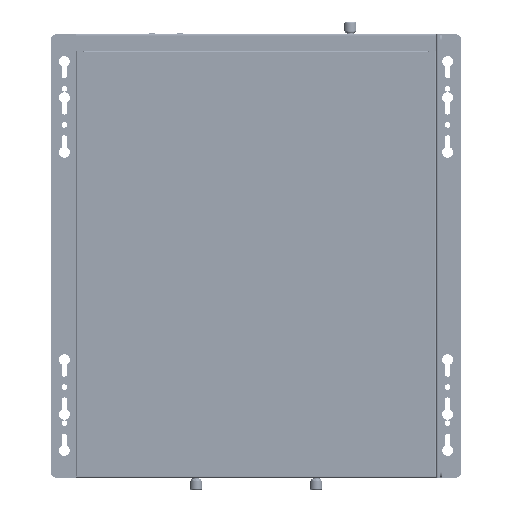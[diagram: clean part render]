
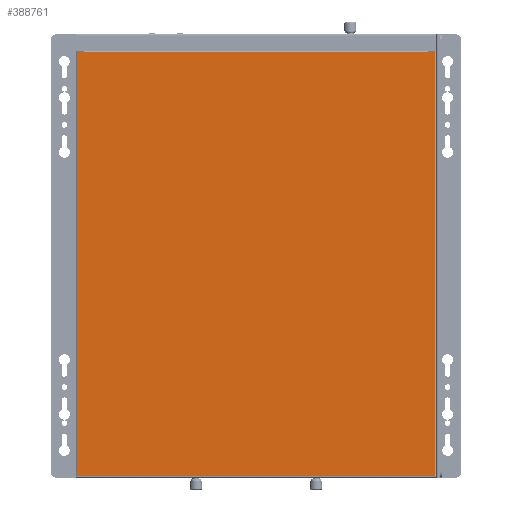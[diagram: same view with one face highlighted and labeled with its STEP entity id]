
A CAD part, left-side view. The second image highlights one B-rep face of the part: STEP entity #388761.
In plain terms, the highlighted planar face has unit normal (-1, 0, 0).
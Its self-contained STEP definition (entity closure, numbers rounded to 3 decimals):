
#108 = FACE_OUTER_BOUND ( 'NONE', #40823, .T. ) ;
#1163 = EDGE_CURVE ( 'NONE', #38456, #86608, #236421, .T. ) ;
#1462 = VERTEX_POINT ( 'NONE', #17291 ) ;
#5122 = VECTOR ( 'NONE', #334752, 1000. ) ;
#7139 = EDGE_CURVE ( 'NONE', #318261, #38456, #50547, .T. ) ;
#10043 = VERTEX_POINT ( 'NONE', #281499 ) ;
#15206 = VECTOR ( 'NONE', #213027, 1000. ) ;
#16251 = EDGE_CURVE ( 'NONE', #247202, #361285, #211009, .T. ) ;
#17291 = CARTESIAN_POINT ( 'NONE',  ( -195.7, -158., 187.2 ) ) ;
#20863 = DIRECTION ( 'NONE',  ( 0., 1., 0. ) ) ;
#23053 = CARTESIAN_POINT ( 'NONE',  ( -195.7, 158.5, 188.4 ) ) ;
#30687 = ORIENTED_EDGE ( 'NONE', *, *, #82184, .T. ) ;
#36839 = AXIS2_PLACEMENT_3D ( 'NONE', #363005, #173849, #394806 ) ;
#38456 = VERTEX_POINT ( 'NONE', #23053 ) ;
#39095 = EDGE_CURVE ( 'NONE', #110801, #315070, #52821, .T. ) ;
#40823 = EDGE_LOOP ( 'NONE', ( #169633, #196211, #334355, #30687, #318400, #141585, #276500, #260558, #73408, #227013, #111123, #212307, #67317, #336663, #278807, #248889 ) ) ;
#47438 = LINE ( 'NONE', #317583, #289742 ) ;
#50547 = CIRCLE ( 'NONE', #111059, 0.5 ) ;
#51016 = LINE ( 'NONE', #176951, #125143 ) ;
#52821 = LINE ( 'NONE', #133126, #210959 ) ;
#55552 = CARTESIAN_POINT ( 'NONE',  ( -195.7, 165., -201.1 ) ) ;
#58672 = EDGE_CURVE ( 'NONE', #10043, #369719, #278789, .T. ) ;
#64818 = DIRECTION ( 'NONE',  ( 0., 0., -1. ) ) ;
#67024 = DIRECTION ( 'NONE',  ( 0., 0., -1. ) ) ;
#67317 = ORIENTED_EDGE ( 'NONE', *, *, #213506, .T. ) ;
#70929 = EDGE_CURVE ( 'NONE', #356016, #247202, #90354, .T. ) ;
#72711 = VECTOR ( 'NONE', #399969, 1000. ) ;
#73408 = ORIENTED_EDGE ( 'NONE', *, *, #16251, .T. ) ;
#81943 = CARTESIAN_POINT ( 'NONE',  ( -195.7, 158., 188.4 ) ) ;
#82184 = EDGE_CURVE ( 'NONE', #86608, #100713, #47438, .T. ) ;
#85905 = VERTEX_POINT ( 'NONE', #335089 ) ;
#86608 = VERTEX_POINT ( 'NONE', #147503 ) ;
#90354 = LINE ( 'NONE', #276905, #258544 ) ;
#100713 = VERTEX_POINT ( 'NONE', #122313 ) ;
#109212 = LINE ( 'NONE', #402199, #15206 ) ;
#110613 = VECTOR ( 'NONE', #143409, 1000. ) ;
#110801 = VERTEX_POINT ( 'NONE', #298918 ) ;
#111059 = AXIS2_PLACEMENT_3D ( 'NONE', #158120, #378960, #189790 ) ;
#111123 = ORIENTED_EDGE ( 'NONE', *, *, #39095, .T. ) ;
#111273 = VERTEX_POINT ( 'NONE', #169960 ) ;
#115633 = VERTEX_POINT ( 'NONE', #227282 ) ;
#116217 = VECTOR ( 'NONE', #166554, 1000. ) ;
#117081 = LINE ( 'NONE', #256296, #304948 ) ;
#117968 = DIRECTION ( 'NONE',  ( 0., 0., 1. ) ) ;
#122313 = CARTESIAN_POINT ( 'NONE',  ( -195.7, 163.7, -201.1 ) ) ;
#122895 = CARTESIAN_POINT ( 'NONE',  ( -195.7, -158., 187.9 ) ) ;
#125143 = VECTOR ( 'NONE', #20863, 1000. ) ;
#127005 = VECTOR ( 'NONE', #139726, 1000. ) ;
#133126 = CARTESIAN_POINT ( 'NONE',  ( -195.7, 165., 188.4 ) ) ;
#139726 = DIRECTION ( 'NONE',  ( 0., 1., 0. ) ) ;
#141585 = ORIENTED_EDGE ( 'NONE', *, *, #225391, .T. ) ;
#143409 = DIRECTION ( 'NONE',  ( 0., 1., 0. ) ) ;
#147503 = CARTESIAN_POINT ( 'NONE',  ( -195.7, 163.7, 188.4 ) ) ;
#147597 = CARTESIAN_POINT ( 'NONE',  ( -195.7, -158.5, 187.9 ) ) ;
#150095 = AXIS2_PLACEMENT_3D ( 'NONE', #147597, #368471, #179355 ) ;
#152430 = EDGE_CURVE ( 'NONE', #85905, #356016, #200268, .T. ) ;
#158120 = CARTESIAN_POINT ( 'NONE',  ( -195.7, 158.5, 187.9 ) ) ;
#161085 = VERTEX_POINT ( 'NONE', #122895 ) ;
#161554 = VECTOR ( 'NONE', #317675, 1000. ) ;
#164906 = DIRECTION ( 'NONE',  ( 0., 1., 0. ) ) ;
#166554 = DIRECTION ( 'NONE',  ( 0., -1., 0. ) ) ;
#169633 = ORIENTED_EDGE ( 'NONE', *, *, #253327, .T. ) ;
#169960 = CARTESIAN_POINT ( 'NONE',  ( -195.7, -157.5, 187.2 ) ) ;
#171092 = PLANE ( 'NONE',  #36839 ) ;
#172005 = CARTESIAN_POINT ( 'NONE',  ( -195.7, 158., 187.9 ) ) ;
#173849 = DIRECTION ( 'NONE',  ( -1., 0., 0. ) ) ;
#176951 = CARTESIAN_POINT ( 'NONE',  ( -195.7, 165., 187.2 ) ) ;
#179355 = DIRECTION ( 'NONE',  ( 0., 0., 1. ) ) ;
#189790 = DIRECTION ( 'NONE',  ( 0., 0., 1. ) ) ;
#190845 = CIRCLE ( 'NONE', #150095, 0.5 ) ;
#196211 = ORIENTED_EDGE ( 'NONE', *, *, #7139, .T. ) ;
#200268 = LINE ( 'NONE', #354301, #116217 ) ;
#210959 = VECTOR ( 'NONE', #164906, 1000. ) ;
#211009 = LINE ( 'NONE', #55552, #127005 ) ;
#212307 = ORIENTED_EDGE ( 'NONE', *, *, #392430, .T. ) ;
#213027 = DIRECTION ( 'NONE',  ( 0., 1., 0. ) ) ;
#213506 = EDGE_CURVE ( 'NONE', #161085, #1462, #245570, .T. ) ;
#214945 = EDGE_CURVE ( 'NONE', #100713, #115633, #109212, .T. ) ;
#218263 = LINE ( 'NONE', #223661, #292436 ) ;
#223661 = CARTESIAN_POINT ( 'NONE',  ( -195.7, 165., 187.2 ) ) ;
#225391 = EDGE_CURVE ( 'NONE', #115633, #85905, #117081, .T. ) ;
#227013 = ORIENTED_EDGE ( 'NONE', *, *, #289959, .T. ) ;
#227282 = CARTESIAN_POINT ( 'NONE',  ( -195.7, 165., -201.1 ) ) ;
#227796 = DIRECTION ( 'NONE',  ( 0., 1., 0. ) ) ;
#236421 = LINE ( 'NONE', #240103, #404449 ) ;
#237347 = DIRECTION ( 'NONE',  ( 0., 1., 0. ) ) ;
#240103 = CARTESIAN_POINT ( 'NONE',  ( -195.7, 165., 188.4 ) ) ;
#245570 = LINE ( 'NONE', #381097, #161554 ) ;
#247202 = VERTEX_POINT ( 'NONE', #375820 ) ;
#247344 = LINE ( 'NONE', #81943, #5122 ) ;
#248889 = ORIENTED_EDGE ( 'NONE', *, *, #58672, .T. ) ;
#253327 = EDGE_CURVE ( 'NONE', #369719, #318261, #247344, .T. ) ;
#256072 = CARTESIAN_POINT ( 'NONE',  ( -195.7, -165., -201.4 ) ) ;
#256296 = CARTESIAN_POINT ( 'NONE',  ( -195.7, 165., 188.4 ) ) ;
#258544 = VECTOR ( 'NONE', #117968, 1000. ) ;
#260558 = ORIENTED_EDGE ( 'NONE', *, *, #70929, .T. ) ;
#270010 = CARTESIAN_POINT ( 'NONE',  ( -195.7, -163.7, -201.1 ) ) ;
#276500 = ORIENTED_EDGE ( 'NONE', *, *, #152430, .T. ) ;
#276905 = CARTESIAN_POINT ( 'NONE',  ( -195.7, -165., 188.4 ) ) ;
#278789 = LINE ( 'NONE', #332628, #110613 ) ;
#278807 = ORIENTED_EDGE ( 'NONE', *, *, #382340, .T. ) ;
#281499 = CARTESIAN_POINT ( 'NONE',  ( -195.7, 157.5, 187.2 ) ) ;
#289742 = VECTOR ( 'NONE', #64818, 1000. ) ;
#289959 = EDGE_CURVE ( 'NONE', #361285, #110801, #324788, .T. ) ;
#292436 = VECTOR ( 'NONE', #227796, 1000. ) ;
#298918 = CARTESIAN_POINT ( 'NONE',  ( -195.7, -163.7, 188.4 ) ) ;
#304948 = VECTOR ( 'NONE', #67024, 1000. ) ;
#315070 = VERTEX_POINT ( 'NONE', #390137 ) ;
#317583 = CARTESIAN_POINT ( 'NONE',  ( -195.7, 163.7, 188.4 ) ) ;
#317675 = DIRECTION ( 'NONE',  ( 0., 0., -1. ) ) ;
#318261 = VERTEX_POINT ( 'NONE', #172005 ) ;
#318400 = ORIENTED_EDGE ( 'NONE', *, *, #214945, .T. ) ;
#324788 = LINE ( 'NONE', #398615, #72711 ) ;
#326298 = CARTESIAN_POINT ( 'NONE',  ( -195.7, 158., 187.2 ) ) ;
#332628 = CARTESIAN_POINT ( 'NONE',  ( -195.7, 165., 187.2 ) ) ;
#334355 = ORIENTED_EDGE ( 'NONE', *, *, #1163, .T. ) ;
#334752 = DIRECTION ( 'NONE',  ( 0., 0., 1. ) ) ;
#335089 = CARTESIAN_POINT ( 'NONE',  ( -195.7, 165., -201.4 ) ) ;
#336663 = ORIENTED_EDGE ( 'NONE', *, *, #382117, .T. ) ;
#354301 = CARTESIAN_POINT ( 'NONE',  ( -195.7, 165., -201.4 ) ) ;
#356016 = VERTEX_POINT ( 'NONE', #256072 ) ;
#361285 = VERTEX_POINT ( 'NONE', #270010 ) ;
#363005 = CARTESIAN_POINT ( 'NONE',  ( -195.7, 165., 188.4 ) ) ;
#368471 = DIRECTION ( 'NONE',  ( -1., 0., 0. ) ) ;
#369719 = VERTEX_POINT ( 'NONE', #326298 ) ;
#375820 = CARTESIAN_POINT ( 'NONE',  ( -195.7, -165., -201.1 ) ) ;
#378960 = DIRECTION ( 'NONE',  ( -1., 0., 0. ) ) ;
#381097 = CARTESIAN_POINT ( 'NONE',  ( -195.7, -158., 188.4 ) ) ;
#382117 = EDGE_CURVE ( 'NONE', #1462, #111273, #51016, .T. ) ;
#382340 = EDGE_CURVE ( 'NONE', #111273, #10043, #218263, .T. ) ;
#388761 = ADVANCED_FACE ( 'NONE', ( #108 ), #171092, .T. ) ;
#390137 = CARTESIAN_POINT ( 'NONE',  ( -195.7, -158.5, 188.4 ) ) ;
#392430 = EDGE_CURVE ( 'NONE', #315070, #161085, #190845, .T. ) ;
#394806 = DIRECTION ( 'NONE',  ( 0., 0., 1. ) ) ;
#398615 = CARTESIAN_POINT ( 'NONE',  ( -195.7, -163.7, 188.4 ) ) ;
#399969 = DIRECTION ( 'NONE',  ( 0., 0., 1. ) ) ;
#402199 = CARTESIAN_POINT ( 'NONE',  ( -195.7, 165., -201.1 ) ) ;
#404449 = VECTOR ( 'NONE', #237347, 1000. ) ;
